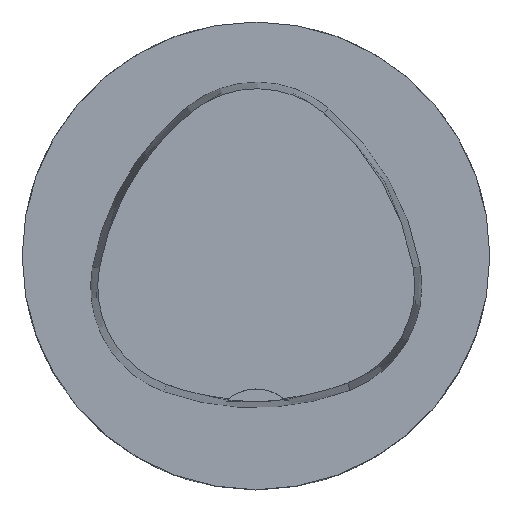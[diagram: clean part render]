
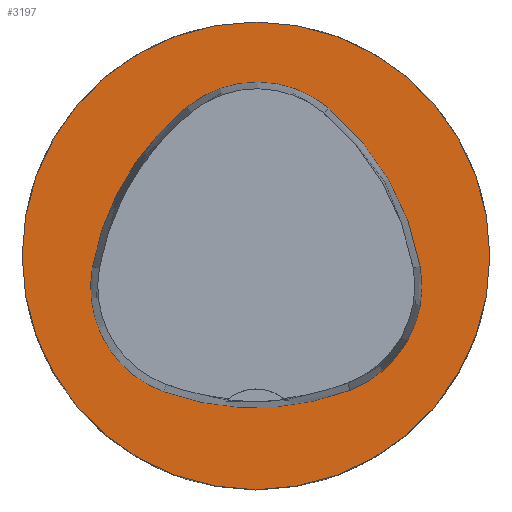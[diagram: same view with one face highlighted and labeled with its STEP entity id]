
A CAD part, top view. The second image highlights one B-rep face of the part: STEP entity #3197.
In plain terms, the highlighted planar face has unit normal (0, 0, 1).
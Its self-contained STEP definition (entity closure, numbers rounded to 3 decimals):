
#2691=FACE_BOUND('',#5135,.T.);
#2692=FACE_BOUND('',#5136,.T.);
#3197=ADVANCED_FACE('',(#2691,#2692),#4024,.T.);
#4024=PLANE('',#15640);
#5135=EDGE_LOOP('',(#7060,#7061,#7062,#7063,#7064,#7065));
#5136=EDGE_LOOP('',(#7066));
#7060=ORIENTED_EDGE('',*,*,#12381,.T.);
#7061=ORIENTED_EDGE('',*,*,#12361,.T.);
#7062=ORIENTED_EDGE('',*,*,#12365,.T.);
#7063=ORIENTED_EDGE('',*,*,#12368,.T.);
#7064=ORIENTED_EDGE('',*,*,#12371,.T.);
#7065=ORIENTED_EDGE('',*,*,#12379,.T.);
#7066=ORIENTED_EDGE('',*,*,#12352,.F.);
#10763=VERTEX_POINT('',#57373);
#10772=VERTEX_POINT('',#57392);
#10773=VERTEX_POINT('',#57393);
#10776=VERTEX_POINT('',#57401);
#10778=VERTEX_POINT('',#57407);
#10780=VERTEX_POINT('',#57413);
#10787=VERTEX_POINT('',#57434);
#12352=EDGE_CURVE('',#10763,#10763,#14149,.T.);
#12361=EDGE_CURVE('',#10772,#10773,#14150,.T.);
#12365=EDGE_CURVE('',#10773,#10776,#14152,.T.);
#12368=EDGE_CURVE('',#10776,#10778,#14154,.T.);
#12371=EDGE_CURVE('',#10778,#10780,#14156,.T.);
#12379=EDGE_CURVE('',#10780,#10787,#14160,.T.);
#12381=EDGE_CURVE('',#10787,#10772,#14162,.T.);
#14149=CIRCLE('',#15612,31.5);
#14150=CIRCLE('',#15618,36.);
#14152=CIRCLE('',#15621,15.);
#14154=CIRCLE('',#15624,36.);
#14156=CIRCLE('',#15627,15.);
#14160=CIRCLE('',#15632,36.);
#14162=CIRCLE('',#15635,15.);
#15612=AXIS2_PLACEMENT_3D('',#57372,#17992,#17993);
#15618=AXIS2_PLACEMENT_3D('',#57391,#18008,#18009);
#15621=AXIS2_PLACEMENT_3D('',#57400,#18016,#18017);
#15624=AXIS2_PLACEMENT_3D('',#57406,#18023,#18024);
#15627=AXIS2_PLACEMENT_3D('',#57412,#18030,#18031);
#15632=AXIS2_PLACEMENT_3D('',#57435,#18042,#18043);
#15635=AXIS2_PLACEMENT_3D('',#57438,#18048,#18049);
#15640=AXIS2_PLACEMENT_3D('',#57443,#18058,#18059);
#17992=DIRECTION('',(0.,0.,-1.));
#17993=DIRECTION('',(-1.,0.,0.));
#18008=DIRECTION('',(0.,0.,-1.));
#18009=DIRECTION('',(-1.,0.,0.));
#18016=DIRECTION('',(0.,0.,-1.));
#18017=DIRECTION('',(-1.,0.,0.));
#18023=DIRECTION('',(0.,0.,-1.));
#18024=DIRECTION('',(-1.,0.,0.));
#18030=DIRECTION('',(0.,0.,-1.));
#18031=DIRECTION('',(-1.,0.,0.));
#18042=DIRECTION('',(0.,0.,-1.));
#18043=DIRECTION('',(-1.,0.,0.));
#18048=DIRECTION('',(0.,0.,-1.));
#18049=DIRECTION('',(-1.,0.,0.));
#18058=DIRECTION('',(0.,0.,1.));
#18059=DIRECTION('',(1.,0.,0.));
#57372=CARTESIAN_POINT('',(0.,0.,0.));
#57373=CARTESIAN_POINT('',(-31.5,0.,0.));
#57391=CARTESIAN_POINT('',(13.398,-7.893,0.));
#57392=CARTESIAN_POINT('',(-22.041,-1.562,0.));
#57393=CARTESIAN_POINT('',(-9.317,20.036,0.));
#57400=CARTESIAN_POINT('',(0.148,8.399,0.));
#57401=CARTESIAN_POINT('',(9.779,19.898,0.));
#57406=CARTESIAN_POINT('',(-13.337,-7.7,0.));
#57407=CARTESIAN_POINT('',(22.122,-1.48,0.));
#57412=CARTESIAN_POINT('',(7.347,-4.071,0.));
#57413=CARTESIAN_POINT('',(12.693,-18.087,0.));
#57434=CARTESIAN_POINT('',(-12.373,-18.307,0.));
#57435=CARTESIAN_POINT('',(-0.137,15.55,0.));
#57438=CARTESIAN_POINT('',(-7.275,-4.2,0.));
#57443=CARTESIAN_POINT('',(0.,0.,0.));
